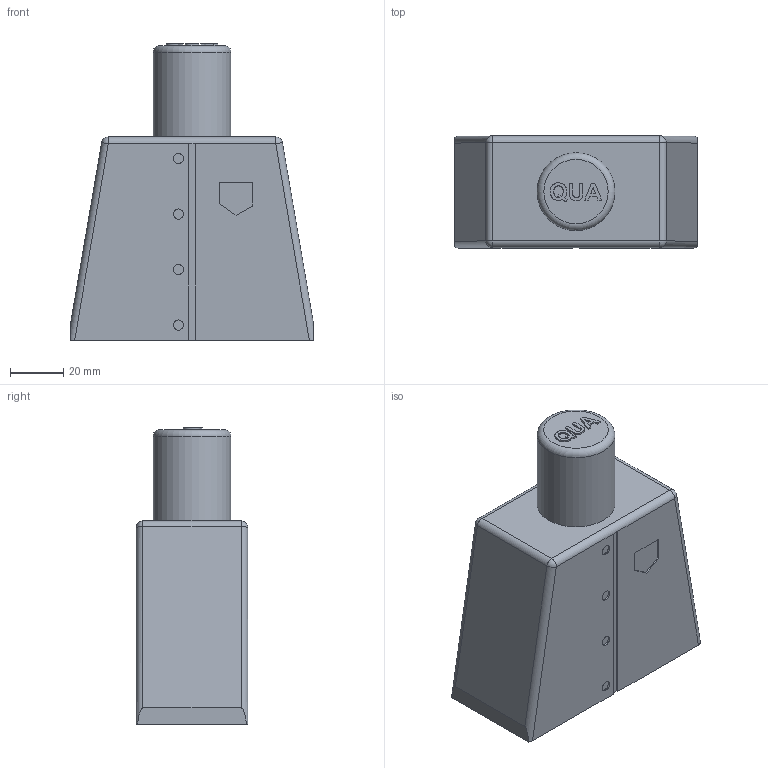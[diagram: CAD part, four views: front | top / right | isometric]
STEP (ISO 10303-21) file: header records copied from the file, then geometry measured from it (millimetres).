
FILE_DESCRIPTION(/* description */ (''),/* implementation_level */ '2;1');
FILE_NAME(/* name */ 'Torso v1.step',/* time_stamp */ '2024-10-20T16:13:15-07:00',/* author */ (''),/* organization */ (''),/* preprocessor_version */ 'ST-DEVELOPER v20',/* originating_system */ 'Autodesk Translation Framework v13.20.0.188',/* authorisation */ '');
FILE_SCHEMA (('AUTOMOTIVE_DESIGN { 1 0 10303 214 3 1 1 }'));
Length unit declared in the file: inch
Products named in the file (1): Torso
Bounding box: 91.14 x 41.91 x 111.12 mm (x, y, z)
Volume: 241322.6 mm3; surface area: 33487.5 mm2
Topology: 1 solids, 1 shells, 88 faces, 197 edges, 124 vertices
Faces by surface type: plane 54, cylinder 21, bspline 8, sphere 4, torus 1
Full cylindrical faces by diameter (mm): 3.81 x4, 29.21 x1
Entity records: 2653 total; most frequent: CARTESIAN_POINT 678, ORIENTED_EDGE 394, DIRECTION 384, EDGE_CURVE 197, LINE 140, VECTOR 140, VERTEX_POINT 124, AXIS2_PLACEMENT_3D 122
